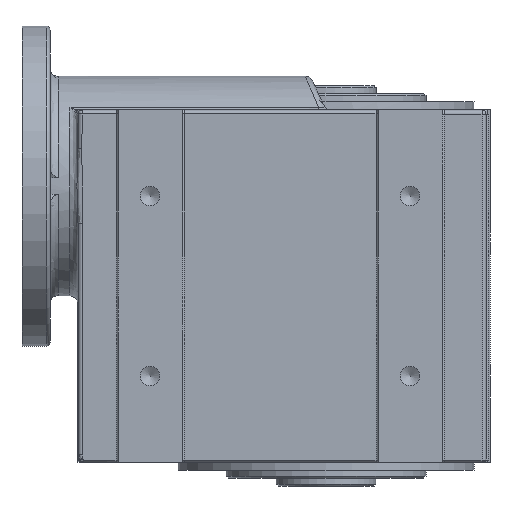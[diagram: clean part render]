
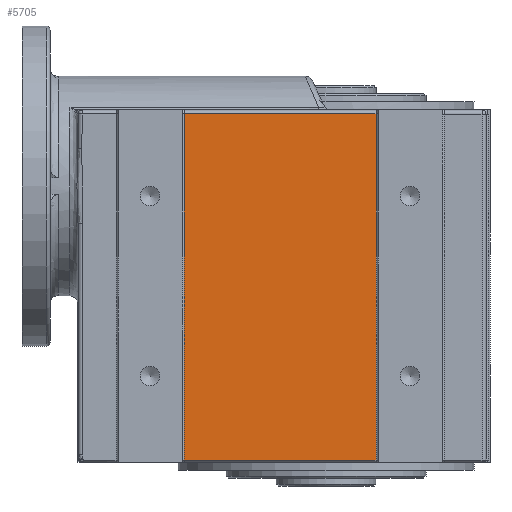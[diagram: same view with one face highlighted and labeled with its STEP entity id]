
A CAD part, front view. The second image highlights one B-rep face of the part: STEP entity #5705.
In plain terms, the highlighted planar face has unit normal (0, -1, 0).
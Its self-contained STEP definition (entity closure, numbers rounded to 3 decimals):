
#5164=CARTESIAN_POINT('',(40.5,-29.,18.));
#5165=VERTEX_POINT('',#5164);
#5210=CARTESIAN_POINT('',(40.5,-29.,-68.5));
#5211=VERTEX_POINT('',#5210);
#5219=CARTESIAN_POINT('',(40.5,-29.,-68.5));
#5220=DIRECTION('',(0.0,0.0,1.0));
#5221=VECTOR('',#5220,86.5);
#5222=LINE('',#5219,#5221);
#5223=EDGE_CURVE('',#5211,#5165,#5222,.T.);
#5461=CARTESIAN_POINT('',(88.5,-29.,-68.5));
#5462=VERTEX_POINT('',#5461);
#5507=CARTESIAN_POINT('',(88.5,-29.,18.));
#5508=VERTEX_POINT('',#5507);
#5516=CARTESIAN_POINT('',(88.5,-29.,18.));
#5517=DIRECTION('',(0.0,0.0,-1.0));
#5518=VECTOR('',#5517,86.5);
#5519=LINE('',#5516,#5518);
#5520=EDGE_CURVE('',#5508,#5462,#5519,.T.);
#5680=CARTESIAN_POINT('',(88.5,-29.,-68.5));
#5681=DIRECTION('',(-1.0,0.0,0.0));
#5682=VECTOR('',#5681,48.);
#5683=LINE('',#5680,#5682);
#5684=EDGE_CURVE('',#5462,#5211,#5683,.T.);
#5689=CARTESIAN_POINT('',(64.5,-29.,-25.));
#5690=DIRECTION('',(0.0,1.0,0.0));
#5691=DIRECTION('',(0.0,0.0,1.0));
#5692=AXIS2_PLACEMENT_3D('',#5689,#5690,#5691);
#5693=PLANE('',#5692);
#5694=ORIENTED_EDGE('',*,*,#5223,.F.);
#5695=ORIENTED_EDGE('',*,*,#5684,.F.);
#5696=ORIENTED_EDGE('',*,*,#5520,.F.);
#5697=CARTESIAN_POINT('',(40.5,-29.,18.));
#5698=DIRECTION('',(1.0,0.0,0.0));
#5699=VECTOR('',#5698,48.);
#5700=LINE('',#5697,#5699);
#5701=EDGE_CURVE('',#5165,#5508,#5700,.T.);
#5702=ORIENTED_EDGE('',*,*,#5701,.F.);
#5703=EDGE_LOOP('',(#5694,#5695,#5696,#5702));
#5704=FACE_OUTER_BOUND('',#5703,.T.);
#5705=ADVANCED_FACE('',(#5704),#5693,.F.);
